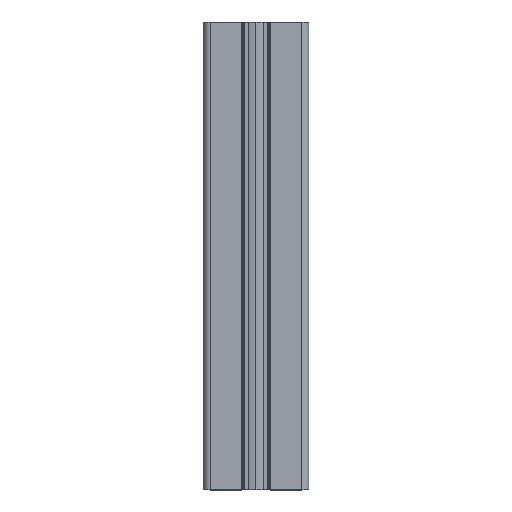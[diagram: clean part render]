
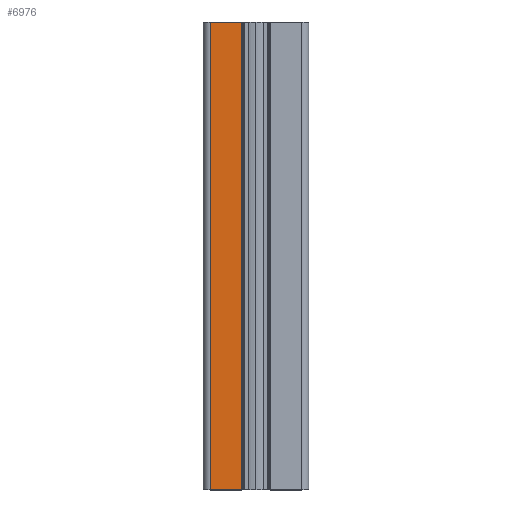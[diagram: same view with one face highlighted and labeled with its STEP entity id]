
A CAD part, top view. The second image highlights one B-rep face of the part: STEP entity #6976.
In plain terms, the highlighted planar face has unit normal (0, 0, 1).
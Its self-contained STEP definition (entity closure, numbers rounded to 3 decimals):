
#87 = LINE ( 'NONE', #183, #4745 ) ;
#171 = LINE ( 'NONE', #1082, #5009 ) ;
#183 = CARTESIAN_POINT ( 'NONE',  ( -19.5, 0., 22.5 ) ) ;
#769 = EDGE_CURVE ( 'NONE', #5247, #831, #5308, .T. ) ;
#831 = VERTEX_POINT ( 'NONE', #5297 ) ;
#873 = EDGE_LOOP ( 'NONE', ( #3615, #1151, #5912, #4021 ) ) ;
#1082 = CARTESIAN_POINT ( 'NONE',  ( -19.5, 0., 22.5 ) ) ;
#1151 = ORIENTED_EDGE ( 'NONE', *, *, #769, .T. ) ;
#1324 = LINE ( 'NONE', #1758, #2968 ) ;
#1383 = DIRECTION ( 'NONE',  ( 0., -1., 0. ) ) ;
#1403 = DIRECTION ( 'NONE',  ( 1., 0., 0. ) ) ;
#1621 = AXIS2_PLACEMENT_3D ( 'NONE', #6630, #7306, #1403 ) ;
#1758 = CARTESIAN_POINT ( 'NONE',  ( 0., 200., 22.5 ) ) ;
#2071 = CARTESIAN_POINT ( 'NONE',  ( -6.1, 0., 22.5 ) ) ;
#2246 = DIRECTION ( 'NONE',  ( 1., 0., 0. ) ) ;
#2380 = EDGE_CURVE ( 'NONE', #5218, #5247, #171, .T. ) ;
#2725 = DIRECTION ( 'NONE',  ( 1., 0., 0. ) ) ;
#2881 = CARTESIAN_POINT ( 'NONE',  ( -6.1, 0., 22.5 ) ) ;
#2968 = VECTOR ( 'NONE', #2246, 1000. ) ;
#3577 = CARTESIAN_POINT ( 'NONE',  ( -19.5, 200., 22.5 ) ) ;
#3615 = ORIENTED_EDGE ( 'NONE', *, *, #2380, .T. ) ;
#4021 = ORIENTED_EDGE ( 'NONE', *, *, #6911, .T. ) ;
#4469 = EDGE_CURVE ( 'NONE', #6740, #831, #1324, .T. ) ;
#4745 = VECTOR ( 'NONE', #1383, 1000. ) ;
#4918 = CARTESIAN_POINT ( 'NONE',  ( -19.5, 0., 22.5 ) ) ;
#5009 = VECTOR ( 'NONE', #2725, 1000. ) ;
#5128 = VECTOR ( 'NONE', #6343, 1000. ) ;
#5218 = VERTEX_POINT ( 'NONE', #4918 ) ;
#5247 = VERTEX_POINT ( 'NONE', #2071 ) ;
#5297 = CARTESIAN_POINT ( 'NONE',  ( -6.1, 200., 22.5 ) ) ;
#5308 = LINE ( 'NONE', #2881, #5128 ) ;
#5381 = FACE_OUTER_BOUND ( 'NONE', #873, .T. ) ;
#5912 = ORIENTED_EDGE ( 'NONE', *, *, #4469, .F. ) ;
#6029 = PLANE ( 'NONE',  #1621 ) ;
#6343 = DIRECTION ( 'NONE',  ( 0., 1., 0. ) ) ;
#6630 = CARTESIAN_POINT ( 'NONE',  ( -19.5, 0., 22.5 ) ) ;
#6740 = VERTEX_POINT ( 'NONE', #3577 ) ;
#6911 = EDGE_CURVE ( 'NONE', #6740, #5218, #87, .T. ) ;
#6976 = ADVANCED_FACE ( 'NONE', ( #5381 ), #6029, .T. ) ;
#7306 = DIRECTION ( 'NONE',  ( 0., 0., 1. ) ) ;
